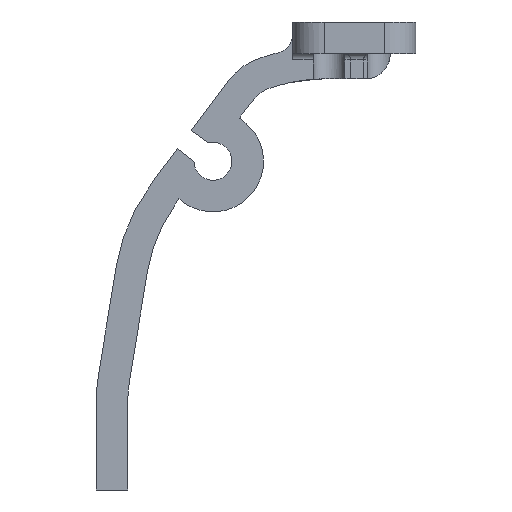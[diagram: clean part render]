
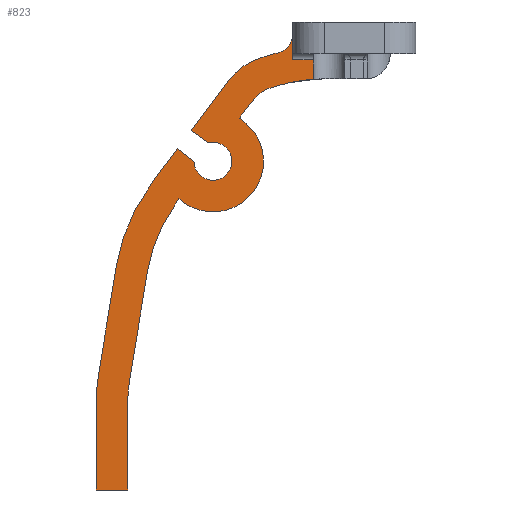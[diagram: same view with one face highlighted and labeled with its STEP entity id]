
A CAD part, front view. The second image highlights one B-rep face of the part: STEP entity #823.
In plain terms, the highlighted planar face has unit normal (0, -1, 0).
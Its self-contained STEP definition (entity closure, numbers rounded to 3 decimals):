
#823=ADVANCED_FACE('',(#1609),#1611,.F.);
#1609=FACE_BOUND('',#1610,.T.);
#1610=EDGE_LOOP('',(#2218,#2219,#2220,#2221,#2222,#2223,#2224,#2225,#2226,#2227,
#2228,#2229,#2230,#2231,#2232,#2233,#2234,#2235,#2236,#2237,#2238,#2239,#2240,#2241,
#2242,#2243,#2244,#2245,#2246));
#1611=PLANE('',#1612);
#1612=AXIS2_PLACEMENT_3D('',#1613,#1614,#1615);
#1613=CARTESIAN_POINT('',(0.,-49.,0.));
#1614=DIRECTION('',(0.,1.,0.));
#1615=DIRECTION('',(-1.,0.,0.));
#2218=ORIENTED_EDGE('',*,*,#2468,.F.);
#2219=ORIENTED_EDGE('',*,*,#2477,.F.);
#2220=ORIENTED_EDGE('',*,*,#2480,.F.);
#2221=ORIENTED_EDGE('',*,*,#2483,.F.);
#2222=ORIENTED_EDGE('',*,*,#2486,.F.);
#2223=ORIENTED_EDGE('',*,*,#2489,.F.);
#2224=ORIENTED_EDGE('',*,*,#2492,.F.);
#2225=ORIENTED_EDGE('',*,*,#2495,.F.);
#2226=ORIENTED_EDGE('',*,*,#2498,.F.);
#2227=ORIENTED_EDGE('',*,*,#2501,.F.);
#2228=ORIENTED_EDGE('',*,*,#2504,.F.);
#2229=ORIENTED_EDGE('',*,*,#2507,.F.);
#2230=ORIENTED_EDGE('',*,*,#2510,.F.);
#2231=ORIENTED_EDGE('',*,*,#2513,.F.);
#2232=ORIENTED_EDGE('',*,*,#2516,.F.);
#2233=ORIENTED_EDGE('',*,*,#2519,.F.);
#2234=ORIENTED_EDGE('',*,*,#2522,.F.);
#2235=ORIENTED_EDGE('',*,*,#2525,.F.);
#2236=ORIENTED_EDGE('',*,*,#2528,.F.);
#2237=ORIENTED_EDGE('',*,*,#2531,.F.);
#2238=ORIENTED_EDGE('',*,*,#2534,.F.);
#2239=ORIENTED_EDGE('',*,*,#2537,.F.);
#2240=ORIENTED_EDGE('',*,*,#2540,.F.);
#2241=ORIENTED_EDGE('',*,*,#2543,.F.);
#2242=ORIENTED_EDGE('',*,*,#2546,.F.);
#2243=ORIENTED_EDGE('',*,*,#2565,.F.);
#2244=ORIENTED_EDGE('',*,*,#2586,.T.);
#2245=ORIENTED_EDGE('',*,*,#2587,.F.);
#2246=ORIENTED_EDGE('',*,*,#2471,.F.);
#2468=EDGE_CURVE('',#2853,#2855,#2856,.F.);
#2471=EDGE_CURVE('',#2855,#2860,#2861,.F.);
#2477=EDGE_CURVE('',#2869,#2853,#2871,.T.);
#2480=EDGE_CURVE('',#2874,#2869,#2876,.T.);
#2483=EDGE_CURVE('',#2879,#2874,#2881,.T.);
#2486=EDGE_CURVE('',#2884,#2879,#2886,.T.);
#2489=EDGE_CURVE('',#2889,#2884,#2891,.T.);
#2492=EDGE_CURVE('',#2894,#2889,#2896,.T.);
#2495=EDGE_CURVE('',#2899,#2894,#2901,.T.);
#2498=EDGE_CURVE('',#2904,#2899,#2906,.T.);
#2501=EDGE_CURVE('',#2909,#2904,#2911,.T.);
#2504=EDGE_CURVE('',#2914,#2909,#2916,.T.);
#2507=EDGE_CURVE('',#2919,#2914,#2921,.T.);
#2510=EDGE_CURVE('',#2924,#2919,#2926,.T.);
#2513=EDGE_CURVE('',#2929,#2924,#2931,.T.);
#2516=EDGE_CURVE('',#2934,#2929,#2936,.T.);
#2519=EDGE_CURVE('',#2939,#2934,#2941,.T.);
#2522=EDGE_CURVE('',#2944,#2939,#2946,.T.);
#2525=EDGE_CURVE('',#2949,#2944,#2951,.T.);
#2528=EDGE_CURVE('',#2954,#2949,#2956,.T.);
#2531=EDGE_CURVE('',#2959,#2954,#2961,.T.);
#2534=EDGE_CURVE('',#2964,#2959,#2966,.T.);
#2537=EDGE_CURVE('',#2969,#2964,#2971,.T.);
#2540=EDGE_CURVE('',#2974,#2969,#2976,.T.);
#2543=EDGE_CURVE('',#2979,#2974,#2981,.T.);
#2546=EDGE_CURVE('',#2984,#2979,#2986,.T.);
#2565=EDGE_CURVE('',#3019,#2984,#3021,.T.);
#2586=EDGE_CURVE('',#3019,#3058,#3059,.F.);
#2587=EDGE_CURVE('',#2860,#3058,#3060,.T.);
#2853=VERTEX_POINT('',#3816);
#2855=VERTEX_POINT('',#3820);
#2856=CIRCLE('',#3821,3.);
#2860=VERTEX_POINT('',#3832);
#2861=LINE('',#3833,#3834);
#2869=VERTEX_POINT('',#3853);
#2871=CIRCLE('',#3857,30.);
#2874=VERTEX_POINT('',#3865);
#2876=LINE('',#3869,#3870);
#2879=VERTEX_POINT('',#3877);
#2881=CIRCLE('',#3881,10.);
#2884=VERTEX_POINT('',#3889);
#2886=LINE('',#3893,#3894);
#2889=VERTEX_POINT('',#3900);
#2891=LINE('',#3904,#3905);
#2894=VERTEX_POINT('',#3912);
#2896=CIRCLE('',#3916,3.);
#2899=VERTEX_POINT('',#3924);
#2901=LINE('',#3928,#3929);
#2904=VERTEX_POINT('',#3935);
#2906=LINE('',#3939,#3940);
#2909=VERTEX_POINT('',#3946);
#2911=LINE('',#3950,#3951);
#2914=VERTEX_POINT('',#3958);
#2916=CIRCLE('',#3962,30.);
#2919=VERTEX_POINT('',#3970);
#2921=LINE('',#3974,#3975);
#2924=VERTEX_POINT('',#3982);
#2926=CIRCLE('',#3986,30.);
#2929=VERTEX_POINT('',#3994);
#2931=LINE('',#3998,#3999);
#2934=VERTEX_POINT('',#4005);
#2936=LINE('',#4009,#4010);
#2939=VERTEX_POINT('',#4016);
#2941=LINE('',#4020,#4021);
#2944=VERTEX_POINT('',#4028);
#2946=CIRCLE('',#4032,25.);
#2949=VERTEX_POINT('',#4040);
#2951=LINE('',#4044,#4045);
#2954=VERTEX_POINT('',#4052);
#2956=CIRCLE('',#4056,25.);
#2959=VERTEX_POINT('',#4064);
#2961=LINE('',#4068,#4069);
#2964=VERTEX_POINT('',#4076);
#2966=CIRCLE('',#4080,8.);
#2969=VERTEX_POINT('',#4088);
#2971=LINE('',#4092,#4093);
#2974=VERTEX_POINT('',#4099);
#2976=LINE('',#4103,#4104);
#2979=VERTEX_POINT('',#4111);
#2981=CIRCLE('',#4115,5.);
#2984=VERTEX_POINT('',#4123);
#2986=LINE('',#4127,#4128);
#3019=VERTEX_POINT('',#4288);
#3021=CIRCLE('',#4332,25.);
#3058=VERTEX_POINT('',#4419);
#3059=LINE('',#4420,#4421);
#3060=LINE('',#4423,#4424);
#3816=CARTESIAN_POINT('',(-17.723,-49.,29.128));
#3820=CARTESIAN_POINT('',(-15.441,-49.,32.041));
#3821=AXIS2_PLACEMENT_3D('',#3822,#3823,#3824);
#3822=CARTESIAN_POINT('',(-18.441,-49.,32.041));
#3823=DIRECTION('',(0.,1.,0.));
#3824=DIRECTION('',(1.,0.,0.));
#3832=CARTESIAN_POINT('',(-15.441,-49.,28.));
#3833=CARTESIAN_POINT('',(-15.441,-49.,28.));
#3834=VECTOR('',#3835,1.);
#3835=DIRECTION('',(0.,0.,1.));
#3853=CARTESIAN_POINT('',(-19.266,-49.,28.703));
#3857=AXIS2_PLACEMENT_3D('',#3858,#3859,#3860);
#3858=CARTESIAN_POINT('',(-10.541,-49.,0.));
#3859=DIRECTION('',(0.,1.,0.));
#3860=DIRECTION('',(-0.291,0.,0.957));
#3865=CARTESIAN_POINT('',(-20.469,-49.,28.338));
#3869=CARTESIAN_POINT('',(-20.469,-49.,28.338));
#3870=VECTOR('',#3871,1.);
#3871=DIRECTION('',(0.957,0.,0.291));
#3877=CARTESIAN_POINT('',(-25.575,-49.,24.751));
#3881=AXIS2_PLACEMENT_3D('',#3882,#3883,#3884);
#3882=CARTESIAN_POINT('',(-17.561,-49.,18.77));
#3883=DIRECTION('',(0.,1.,0.));
#3884=DIRECTION('',(-0.801,0.,0.598));
#3889=CARTESIAN_POINT('',(-31.485,-49.,16.832));
#3893=CARTESIAN_POINT('',(-31.485,-49.,16.832));
#3894=VECTOR('',#3895,1.);
#3895=DIRECTION('',(0.598,0.,0.801));
#3900=CARTESIAN_POINT('',(-28.779,-49.,14.883));
#3904=CARTESIAN_POINT('',(-28.779,-49.,14.883));
#3905=VECTOR('',#3906,1.);
#3906=DIRECTION('',(-0.812,0.,0.584));
#3912=CARTESIAN_POINT('',(-31.041,-49.,11.976));
#3916=AXIS2_PLACEMENT_3D('',#3917,#3918,#3919);
#3917=CARTESIAN_POINT('',(-28.041,-49.,11.976));
#3918=DIRECTION('',(0.,-1.,0.));
#3919=DIRECTION('',(-1.,0.,0.));
#3924=CARTESIAN_POINT('',(-33.605,-49.,13.991));
#3928=CARTESIAN_POINT('',(-33.605,-49.,13.991));
#3929=VECTOR('',#3930,1.);
#3930=DIRECTION('',(0.786,0.,-0.618));
#3935=CARTESIAN_POINT('',(-37.115,-49.,9.402));
#3939=CARTESIAN_POINT('',(-37.115,-49.,9.402));
#3940=VECTOR('',#3941,1.);
#3941=DIRECTION('',(0.608,0.,0.794));
#3946=CARTESIAN_POINT('',(-37.774,-49.,8.405));
#3950=CARTESIAN_POINT('',(-37.774,-49.,8.405));
#3951=VECTOR('',#3952,1.);
#3952=DIRECTION('',(0.551,0.,0.834));
#3958=CARTESIAN_POINT('',(-43.336,-49.,-4.686));
#3962=AXIS2_PLACEMENT_3D('',#3963,#3964,#3965);
#3963=CARTESIAN_POINT('',(-13.731,-49.,-9.538));
#3964=DIRECTION('',(0.,1.,0.));
#3965=DIRECTION('',(-0.987,0.,0.162));
#3970=CARTESIAN_POINT('',(-46.124,-49.,-21.696));
#3974=CARTESIAN_POINT('',(-46.124,-49.,-21.696));
#3975=VECTOR('',#3976,1.);
#3976=DIRECTION('',(0.162,0.,0.987));
#3982=CARTESIAN_POINT('',(-46.519,-49.,-26.548));
#3986=AXIS2_PLACEMENT_3D('',#3987,#3988,#3989);
#3987=CARTESIAN_POINT('',(-16.519,-49.,-26.548));
#3988=DIRECTION('',(0.,1.,0.));
#3989=DIRECTION('',(-1.,0.,0.));
#3994=CARTESIAN_POINT('',(-46.519,-49.,-40.));
#3998=CARTESIAN_POINT('',(-46.519,-49.,-40.));
#3999=VECTOR('',#4000,1.);
#4000=DIRECTION('',(0.,0.,1.));
#4005=CARTESIAN_POINT('',(-41.519,-49.,-40.));
#4009=CARTESIAN_POINT('',(-41.519,-49.,-40.));
#4010=VECTOR('',#4011,1.);
#4011=DIRECTION('',(-1.,0.,0.));
#4016=CARTESIAN_POINT('',(-41.519,-49.,-26.548));
#4020=CARTESIAN_POINT('',(-41.519,-49.,-26.548));
#4021=VECTOR('',#4022,1.);
#4022=DIRECTION('',(0.,0.,-1.));
#4028=CARTESIAN_POINT('',(-41.19,-49.,-22.505));
#4032=AXIS2_PLACEMENT_3D('',#4033,#4034,#4035);
#4033=CARTESIAN_POINT('',(-16.519,-49.,-26.548));
#4034=DIRECTION('',(0.,-1.,0.));
#4035=DIRECTION('',(-0.987,0.,0.162));
#4040=CARTESIAN_POINT('',(-38.402,-49.,-5.494));
#4044=CARTESIAN_POINT('',(-38.402,-49.,-5.494));
#4045=VECTOR('',#4046,1.);
#4046=DIRECTION('',(-0.162,0.,-0.987));
#4052=CARTESIAN_POINT('',(-34.145,-49.,4.894));
#4056=AXIS2_PLACEMENT_3D('',#4057,#4058,#4059);
#4057=CARTESIAN_POINT('',(-13.731,-49.,-9.538));
#4058=DIRECTION('',(0.,-1.,0.));
#4059=DIRECTION('',(-0.817,0.,0.577));
#4064=CARTESIAN_POINT('',(-33.413,-49.,6.048));
#4068=CARTESIAN_POINT('',(-33.413,-49.,6.048));
#4069=VECTOR('',#4070,1.);
#4070=DIRECTION('',(-0.536,0.,-0.844));
#4076=CARTESIAN_POINT('',(-23.887,-49.,18.812));
#4080=AXIS2_PLACEMENT_3D('',#4081,#4082,#4083);
#4081=CARTESIAN_POINT('',(-28.041,-49.,11.976));
#4082=DIRECTION('',(0.,1.,0.));
#4083=DIRECTION('',(0.519,0.,0.855));
#4088=CARTESIAN_POINT('',(-21.953,-49.,21.245));
#4092=CARTESIAN_POINT('',(-21.953,-49.,21.245));
#4093=VECTOR('',#4094,1.);
#4094=DIRECTION('',(-0.622,0.,-0.783));
#4099=CARTESIAN_POINT('',(-21.568,-49.,21.76));
#4103=CARTESIAN_POINT('',(-21.568,-49.,21.76));
#4104=VECTOR('',#4105,1.);
#4105=DIRECTION('',(-0.598,0.,-0.801));
#4111=CARTESIAN_POINT('',(-19.015,-49.,23.554));
#4115=AXIS2_PLACEMENT_3D('',#4116,#4117,#4118);
#4116=CARTESIAN_POINT('',(-17.561,-49.,18.77));
#4117=DIRECTION('',(0.,-1.,0.));
#4118=DIRECTION('',(-0.291,0.,0.957));
#4123=CARTESIAN_POINT('',(-17.812,-49.,23.919));
#4127=CARTESIAN_POINT('',(-17.812,-49.,23.919));
#4128=VECTOR('',#4129,1.);
#4129=DIRECTION('',(-0.957,0.,-0.291));
#4288=CARTESIAN_POINT('',(-12.166,-49.,24.947));
#4332=AXIS2_PLACEMENT_3D('',#4333,#4334,#4335);
#4333=CARTESIAN_POINT('',(-10.541,-49.,0.));
#4334=DIRECTION('',(0.,-1.,0.));
#4335=DIRECTION('',(-0.065,0.,0.998));
#4419=CARTESIAN_POINT('',(-12.166,-49.,28.));
#4420=CARTESIAN_POINT('',(-12.166,-49.,28.));
#4421=VECTOR('',#4422,1.);
#4422=DIRECTION('',(0.,0.,-1.));
#4423=CARTESIAN_POINT('',(-15.441,-49.,28.));
#4424=VECTOR('',#4425,1.);
#4425=DIRECTION('',(1.,0.,0.));
